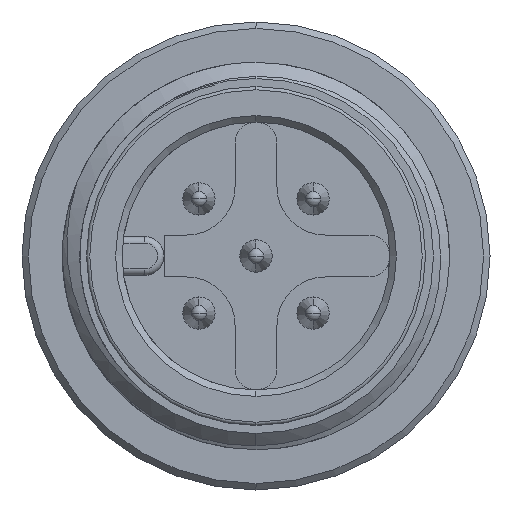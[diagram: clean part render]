
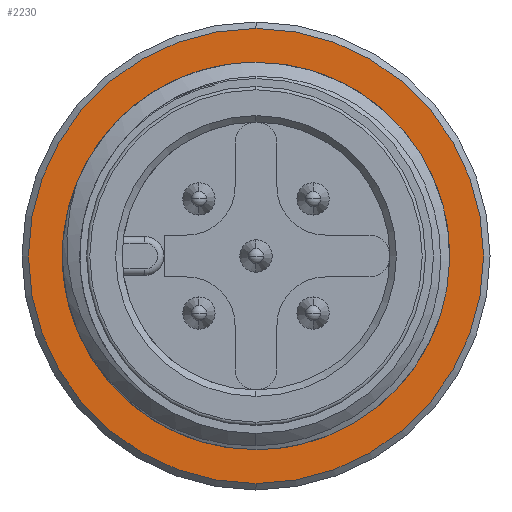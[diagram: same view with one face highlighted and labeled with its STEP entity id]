
A CAD part, left-side view. The second image highlights one B-rep face of the part: STEP entity #2230.
In plain terms, the highlighted planar face has unit normal (-1, 0, 0).
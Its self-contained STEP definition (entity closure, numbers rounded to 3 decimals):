
#11 = CARTESIAN_POINT ( 'NONE',  ( 7.4, 0., 0. ) ) ;
#123 = DIRECTION ( 'NONE',  ( -1., 0., 0. ) ) ;
#126 = ORIENTED_EDGE ( 'NONE', *, *, #5651, .F. ) ;
#131 = CARTESIAN_POINT ( 'NONE',  ( 7.4, 0., 7.05 ) ) ;
#389 = CARTESIAN_POINT ( 'NONE',  ( 7.4, 0., 0. ) ) ;
#575 = VERTEX_POINT ( 'NONE', #1329 ) ;
#926 = DIRECTION ( 'NONE',  ( -1., 0., 0. ) ) ;
#939 = CIRCLE ( 'NONE', #1616, 7.05 ) ;
#981 = DIRECTION ( 'NONE',  ( -1., 0., 0. ) ) ;
#1200 = DIRECTION ( 'NONE',  ( 1., 0., 0. ) ) ;
#1329 = CARTESIAN_POINT ( 'NONE',  ( 7.4, 0., 6. ) ) ;
#1350 = DIRECTION ( 'NONE',  ( -1., 0., 0. ) ) ;
#1469 = PLANE ( 'NONE',  #1957 ) ;
#1616 = AXIS2_PLACEMENT_3D ( 'NONE', #2726, #123, #4991 ) ;
#1625 = EDGE_CURVE ( 'NONE', #2287, #4026, #939, .T. ) ;
#1649 = ORIENTED_EDGE ( 'NONE', *, *, #2546, .F. ) ;
#1702 = DIRECTION ( 'NONE',  ( 0., 0., -1. ) ) ;
#1957 = AXIS2_PLACEMENT_3D ( 'NONE', #2158, #1200, #1702 ) ;
#2083 = EDGE_LOOP ( 'NONE', ( #1649, #126 ) ) ;
#2158 = CARTESIAN_POINT ( 'NONE',  ( 7.4, 6., 0. ) ) ;
#2230 = ADVANCED_FACE ( 'NONE', ( #3699, #4118 ), #1469, .F. ) ;
#2241 = AXIS2_PLACEMENT_3D ( 'NONE', #11, #1350, #3088 ) ;
#2287 = VERTEX_POINT ( 'NONE', #3673 ) ;
#2546 = EDGE_CURVE ( 'NONE', #575, #4260, #4522, .T. ) ;
#2726 = CARTESIAN_POINT ( 'NONE',  ( 7.4, 0., 0. ) ) ;
#2934 = ORIENTED_EDGE ( 'NONE', *, *, #1625, .T. ) ;
#3041 = AXIS2_PLACEMENT_3D ( 'NONE', #3173, #981, #4034 ) ;
#3088 = DIRECTION ( 'NONE',  ( 0., 0., 1. ) ) ;
#3173 = CARTESIAN_POINT ( 'NONE',  ( 7.4, 0., 0. ) ) ;
#3487 = AXIS2_PLACEMENT_3D ( 'NONE', #389, #926, #4432 ) ;
#3570 = EDGE_LOOP ( 'NONE', ( #2934, #4758 ) ) ;
#3673 = CARTESIAN_POINT ( 'NONE',  ( 7.4, 0., -7.05 ) ) ;
#3699 = FACE_OUTER_BOUND ( 'NONE', #3570, .T. ) ;
#4026 = VERTEX_POINT ( 'NONE', #131 ) ;
#4034 = DIRECTION ( 'NONE',  ( 0., 0., 1. ) ) ;
#4118 = FACE_BOUND ( 'NONE', #2083, .T. ) ;
#4260 = VERTEX_POINT ( 'NONE', #5656 ) ;
#4359 = CIRCLE ( 'NONE', #3487, 7.05 ) ;
#4432 = DIRECTION ( 'NONE',  ( 0., 0., -1. ) ) ;
#4522 = CIRCLE ( 'NONE', #3041, 6. ) ;
#4758 = ORIENTED_EDGE ( 'NONE', *, *, #5513, .T. ) ;
#4991 = DIRECTION ( 'NONE',  ( 0., 0., -1. ) ) ;
#5477 = CIRCLE ( 'NONE', #2241, 6. ) ;
#5513 = EDGE_CURVE ( 'NONE', #4026, #2287, #4359, .T. ) ;
#5651 = EDGE_CURVE ( 'NONE', #4260, #575, #5477, .T. ) ;
#5656 = CARTESIAN_POINT ( 'NONE',  ( 7.4, 0., -6. ) ) ;
